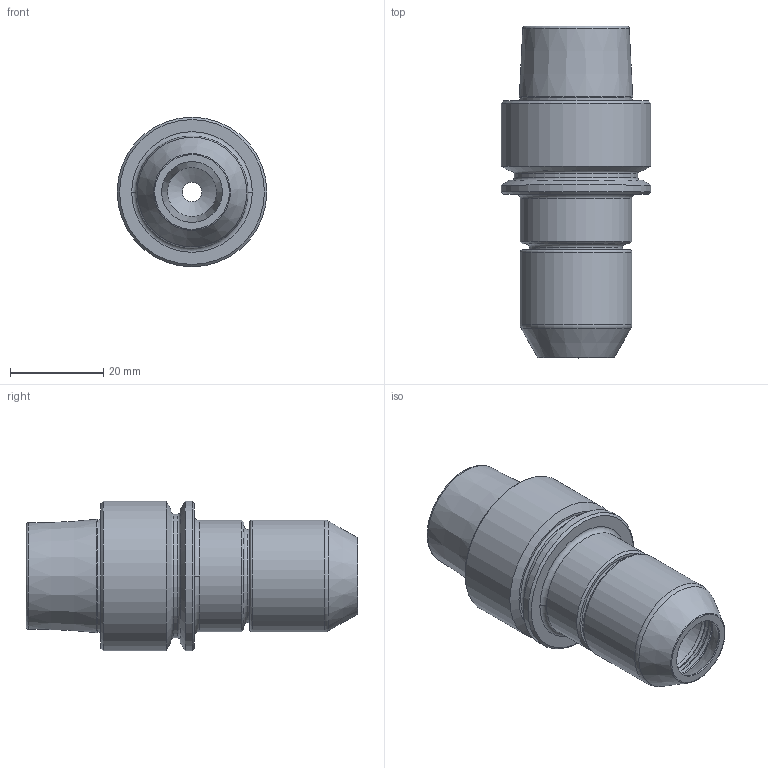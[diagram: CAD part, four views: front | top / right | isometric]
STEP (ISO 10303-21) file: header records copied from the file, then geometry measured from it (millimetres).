
FILE_DESCRIPTION(/* description */ ('Alibre Inc.'),/* implementation_level */ '2;1');
FILE_NAME(/* name */ 'export-96ECAEA7-3ACC-47BF-8D3A-BF49D50659C9',/* time_stamp */ '2024-08-12T09:33:39+02:00',/* author */ (''),/* organization */ (''),/* preprocessor_version */ 'ST-DEVELOPER v17',/* originating_system */ 'Alibre',/* authorisation */ '');
FILE_SCHEMA (('AUTOMOTIVE_DESIGN'));
Length unit declared in the file: millimetre
Products named in the file (3): NOCUT
Bounding box: 32 x 71 x 32 mm (x, y, z)
Volume: 24982.4 mm3; surface area: 12822.8 mm2
Topology: 2 solids, 2 shells, 73 faces, 154 edges, 93 vertices
Faces by surface type: torus 22, cylinder 21, cone 18, plane 12
Full cylindrical faces by diameter (mm): 4.2 x1, 8.917 x1, 10.5 x1, 11 x1, 13.001 x1, 17 x2, 17.092 x1, 18.7 x1, 18.917 x1, 20 x2, 20.3 x2, 20.5 x1, 23.8 x1, 24 x1, 24.129 x1, 26.5 x1, 32 x2
Entity records: 2029 total; most frequent: DIRECTION 387, CARTESIAN_POINT 323, ORIENTED_EDGE 308, AXIS2_PLACEMENT_3D 191, EDGE_CURVE 154, CIRCLE 114, VERTEX_POINT 93, EDGE_LOOP 85
